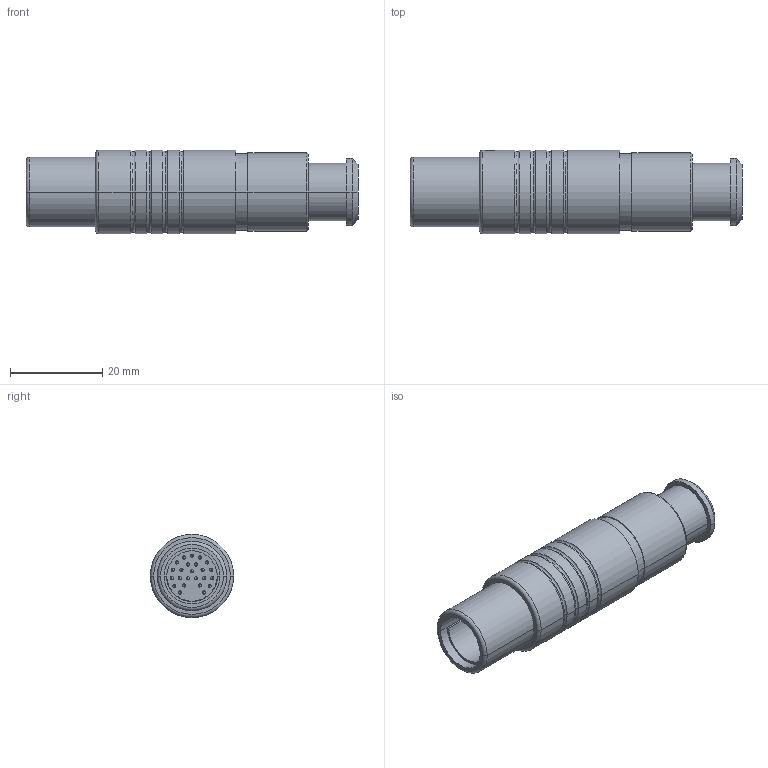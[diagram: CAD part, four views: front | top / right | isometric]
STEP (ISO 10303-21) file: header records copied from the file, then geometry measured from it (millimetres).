
FILE_DESCRIPTION((''),'2;1');
FILE_NAME('S43F1C-P24M','2023-04-06T13:12:49',('RTrager'),(''),'CREO PARAMETRIC BY PTC INC, 2022014','CREO PARAMETRIC BY PTC INC, 2022014','');
FILE_SCHEMA(('AP242_MANAGED_MODEL_BASED_3D_ENGINEERING_MIM_LF { 1 0 10303 442 1 1 4 }'));
Length unit declared in the file: millimetre
Products named in the file (1): S43F1C-P24M
Bounding box: 71.8 x 18 x 18 mm (x, y, z)
Volume: 9916.6 mm3; surface area: 7225.7 mm2
Topology: 1 solids, 1 shells, 383 faces, 958 edges, 586 vertices
Faces by surface type: cylinder 225, plane 62, sphere 48, torus 38, cone 10
Entity records: 19054 total; most frequent: CARTESIAN_POINT 2940, DIRECTION 2096, ORIENTED_EDGE 1820, PRESENTATION_STYLE_ASSIGNMENT 1263, STYLED_ITEM 948, CURVE_STYLE 910, EDGE_CURVE 910, AXIS2_PLACEMENT_3D 903
